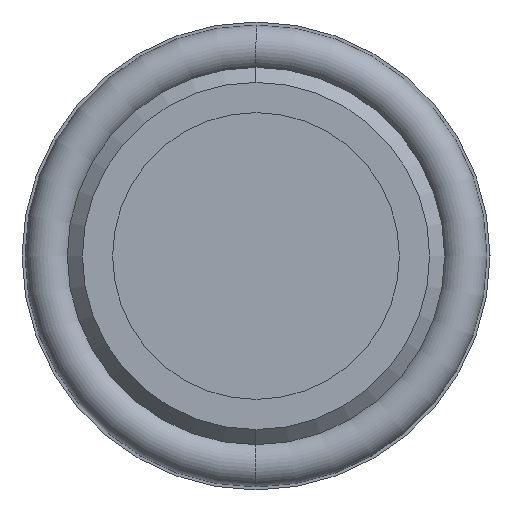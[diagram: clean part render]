
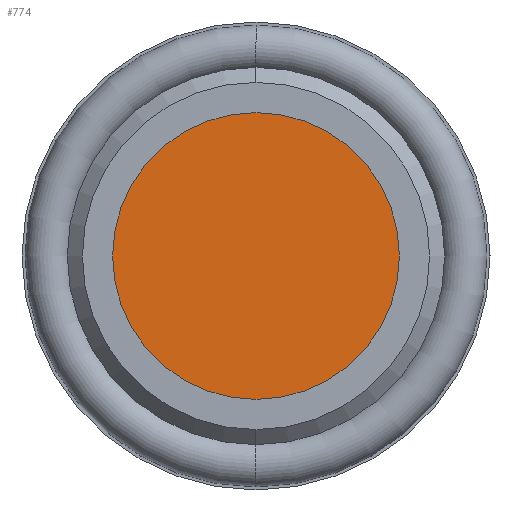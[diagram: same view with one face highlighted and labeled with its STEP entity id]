
A CAD part, front view. The second image highlights one B-rep face of the part: STEP entity #774.
In plain terms, the highlighted planar face has unit normal (0, -1, 0).
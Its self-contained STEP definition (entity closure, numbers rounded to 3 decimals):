
#10 = AXIS2_PLACEMENT_3D ( 'NONE', #590, #591, #592 ) ;
#34 = AXIS2_PLACEMENT_3D ( 'NONE', #584, #585, #586 ) ;
#67 = FACE_OUTER_BOUND ( 'NONE', #275, .T. ) ;
#79 = AXIS2_PLACEMENT_3D ( 'NONE', #421, #422, #423 ) ;
#162 = VERTEX_POINT ( 'NONE', #194 ) ;
#165 = VERTEX_POINT ( 'NONE', #333 ) ;
#194 = CARTESIAN_POINT ( 'NONE',  ( 0., -2., 4.75 ) ) ;
#241 = ORIENTED_EDGE ( 'NONE', *, *, #777, .F. ) ;
#275 = EDGE_LOOP ( 'NONE', ( #241, #297 ) ) ;
#297 = ORIENTED_EDGE ( 'NONE', *, *, #689, .F. ) ;
#333 = CARTESIAN_POINT ( 'NONE',  ( 0., -2., -4.75 ) ) ;
#421 = CARTESIAN_POINT ( 'NONE',  ( 0., -2., 0. ) ) ;
#422 = DIRECTION ( 'NONE',  ( 0., 1., 0. ) ) ;
#423 = DIRECTION ( 'NONE',  ( 0., 0., 1. ) ) ;
#583 = PLANE ( 'NONE',  #34 ) ;
#584 = CARTESIAN_POINT ( 'NONE',  ( -4.75, -2., 0. ) ) ;
#585 = DIRECTION ( 'NONE',  ( 0., -1., 0. ) ) ;
#586 = DIRECTION ( 'NONE',  ( 0., 0., -1. ) ) ;
#590 = CARTESIAN_POINT ( 'NONE',  ( 0., -2., 0. ) ) ;
#591 = DIRECTION ( 'NONE',  ( 0., 1., 0. ) ) ;
#592 = DIRECTION ( 'NONE',  ( 0., 0., 1. ) ) ;
#686 = CIRCLE ( 'NONE', #79, 4.75 ) ;
#689 = EDGE_CURVE ( 'NONE', #165, #162, #686, .T. ) ;
#710 = CIRCLE ( 'NONE', #10, 4.75 ) ;
#774 = ADVANCED_FACE ( 'NONE', ( #67 ), #583, .T. ) ;
#777 = EDGE_CURVE ( 'NONE', #162, #165, #710, .T. ) ;
